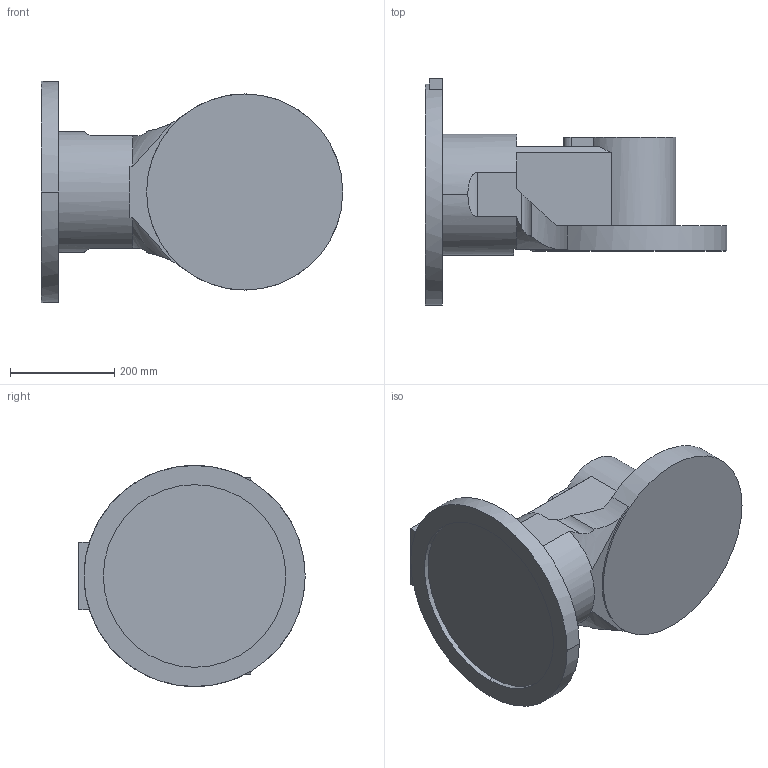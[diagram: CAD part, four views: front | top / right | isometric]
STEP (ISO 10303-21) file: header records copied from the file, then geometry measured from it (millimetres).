
FILE_DESCRIPTION (( 'STEP AP203' ), '1' );
FILE_NAME ('T501_A_Predeterminado_sldprt.STEP', '2021-03-03T16:29:24', ( '' ), ( '' ), 'SwSTEP 2.0', 'SolidWorks 2020', '' );
FILE_SCHEMA (( 'CONFIG_CONTROL_DESIGN' ));
Length unit declared in the file: millimetre
Products named in the file (1): T501_A_Predeterminado_sldprt
Bounding box: 578 x 434 x 424 mm (x, y, z)
Volume: 23517273.9 mm3; surface area: 819942.9 mm2
Topology: 1 solids, 1 shells, 45 faces, 123 edges, 82 vertices
Faces by surface type: plane 25, cylinder 18, bspline 2
Entity records: 1730 total; most frequent: CARTESIAN_POINT 517, ORIENTED_EDGE 246, DIRECTION 231, EDGE_CURVE 123, VERTEX_POINT 82, AXIS2_PLACEMENT_3D 82, VECTOR 67, LINE 67
